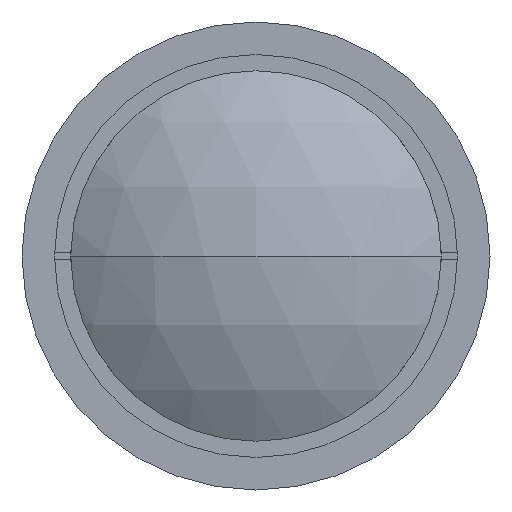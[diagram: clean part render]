
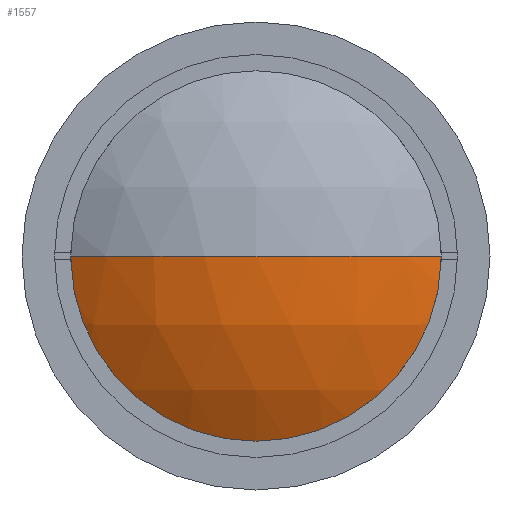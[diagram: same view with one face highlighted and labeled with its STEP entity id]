
A CAD part, left-side view. The second image highlights one B-rep face of the part: STEP entity #1557.
In plain terms, the highlighted spherical face has radius 53.101 mm.
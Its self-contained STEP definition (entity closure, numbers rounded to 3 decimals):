
#69 = EDGE_CURVE ( 'NONE', #735, #1208, #242, .T. ) ;
#189 = SPHERICAL_SURFACE ( 'NONE', #560, 53.101 ) ;
#214 = CIRCLE ( 'NONE', #896, 53.101 ) ;
#242 = CIRCLE ( 'NONE', #608, 30. ) ;
#495 = DIRECTION ( 'NONE',  ( 0., 0., 1. ) ) ;
#560 = AXIS2_PLACEMENT_3D ( 'NONE', #2031, #852, #2229 ) ;
#608 = AXIS2_PLACEMENT_3D ( 'NONE', #2155, #970, #2354 ) ;
#626 = EDGE_LOOP ( 'NONE', ( #2482, #2398, #2104 ) ) ;
#641 = DIRECTION ( 'NONE',  ( 0., 0., -1. ) ) ;
#670 = FACE_OUTER_BOUND ( 'NONE', #626, .T. ) ;
#735 = VERTEX_POINT ( 'NONE', #1183 ) ;
#852 = DIRECTION ( 'NONE',  ( 0., 0., -1. ) ) ;
#896 = AXIS2_PLACEMENT_3D ( 'NONE', #1667, #495, #1868 ) ;
#904 = CARTESIAN_POINT ( 'NONE',  ( 1.003, 0., 0. ) ) ;
#970 = DIRECTION ( 'NONE',  ( -1., 0., 0. ) ) ;
#1183 = CARTESIAN_POINT ( 'NONE',  ( 10.29, 30., 0. ) ) ;
#1185 = EDGE_CURVE ( 'NONE', #735, #2068, #214, .T. ) ;
#1208 = VERTEX_POINT ( 'NONE', #2069 ) ;
#1317 = EDGE_CURVE ( 'NONE', #1208, #2068, #2151, .T. ) ;
#1557 = ADVANCED_FACE ( 'NONE', ( #670 ), #189, .T. ) ;
#1667 = CARTESIAN_POINT ( 'NONE',  ( 54.104, 0., 0. ) ) ;
#1820 = CARTESIAN_POINT ( 'NONE',  ( 54.104, 0., 0. ) ) ;
#1868 = DIRECTION ( 'NONE',  ( 1., 0., 0. ) ) ;
#2023 = DIRECTION ( 'NONE',  ( 0., 1., 0. ) ) ;
#2031 = CARTESIAN_POINT ( 'NONE',  ( 54.104, 0., 0. ) ) ;
#2068 = VERTEX_POINT ( 'NONE', #904 ) ;
#2069 = CARTESIAN_POINT ( 'NONE',  ( 10.29, -30., 0. ) ) ;
#2104 = ORIENTED_EDGE ( 'NONE', *, *, #1185, .F. ) ;
#2151 = CIRCLE ( 'NONE', #2219, 53.101 ) ;
#2155 = CARTESIAN_POINT ( 'NONE',  ( 10.29, 0., 0. ) ) ;
#2219 = AXIS2_PLACEMENT_3D ( 'NONE', #1820, #641, #2023 ) ;
#2229 = DIRECTION ( 'NONE',  ( 0., 1., 0. ) ) ;
#2354 = DIRECTION ( 'NONE',  ( 0., 0., 1. ) ) ;
#2398 = ORIENTED_EDGE ( 'NONE', *, *, #1317, .T. ) ;
#2482 = ORIENTED_EDGE ( 'NONE', *, *, #69, .T. ) ;
